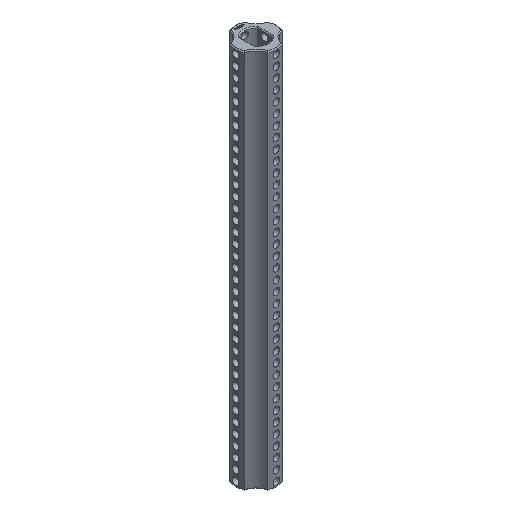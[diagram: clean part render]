
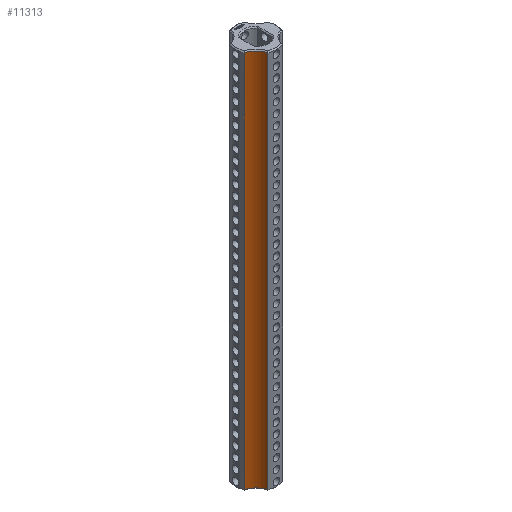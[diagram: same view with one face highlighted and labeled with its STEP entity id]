
A CAD part, isometric view. The second image highlights one B-rep face of the part: STEP entity #11313.
In plain terms, the highlighted cylindrical face has radius 5 mm (diameter 10 mm), a partial arc.
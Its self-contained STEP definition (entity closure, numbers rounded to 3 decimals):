
#3875 = EDGE_CURVE('',#3876,#3878,#3880,.T.);
#3876 = VERTEX_POINT('',#3877);
#3877 = CARTESIAN_POINT('',(-2.225,-5.841,0.3));
#3878 = VERTEX_POINT('',#3879);
#3879 = CARTESIAN_POINT('',(-2.225,-5.841,115.325));
#3880 = LINE('',#3881,#3882);
#3881 = CARTESIAN_POINT('',(-2.225,-5.841,0.));
#3882 = VECTOR('',#3883,1.);
#3883 = DIRECTION('',(0.,0.,1.));
#11313 = ADVANCED_FACE('',(#11314),#11341,.F.);
#11314 = FACE_BOUND('',#11315,.T.);
#11315 = EDGE_LOOP('',(#11316,#11317,#11326,#11334));
#11316 = ORIENTED_EDGE('',*,*,#3875,.T.);
#11317 = ORIENTED_EDGE('',*,*,#11318,.T.);
#11318 = EDGE_CURVE('',#3878,#11319,#11321,.T.);
#11319 = VERTEX_POINT('',#11320);
#11320 = CARTESIAN_POINT('',(-5.841,-2.225,115.325));
#11321 = CIRCLE('',#11322,5.);
#11322 = AXIS2_PLACEMENT_3D('',#11323,#11324,#11325);
#11323 = CARTESIAN_POINT('',(-7.071,-7.071,115.325));
#11324 = DIRECTION('',(0.,-0.,1.));
#11325 = DIRECTION('',(0.969,0.246,0.));
#11326 = ORIENTED_EDGE('',*,*,#11327,.F.);
#11327 = EDGE_CURVE('',#11328,#11319,#11330,.T.);
#11328 = VERTEX_POINT('',#11329);
#11329 = CARTESIAN_POINT('',(-5.841,-2.225,0.3));
#11330 = LINE('',#11331,#11332);
#11331 = CARTESIAN_POINT('',(-5.841,-2.225,0.));
#11332 = VECTOR('',#11333,1.);
#11333 = DIRECTION('',(0.,0.,1.));
#11334 = ORIENTED_EDGE('',*,*,#11335,.F.);
#11335 = EDGE_CURVE('',#3876,#11328,#11336,.T.);
#11336 = CIRCLE('',#11337,5.);
#11337 = AXIS2_PLACEMENT_3D('',#11338,#11339,#11340);
#11338 = CARTESIAN_POINT('',(-7.071,-7.071,0.3));
#11339 = DIRECTION('',(0.,-0.,1.));
#11340 = DIRECTION('',(0.969,0.246,0.));
#11341 = CYLINDRICAL_SURFACE('',#11342,5.);
#11342 = AXIS2_PLACEMENT_3D('',#11343,#11344,#11345);
#11343 = CARTESIAN_POINT('',(-7.071,-7.071,0.));
#11344 = DIRECTION('',(-0.,-0.,-1.));
#11345 = DIRECTION('',(1.,0.,0.));
